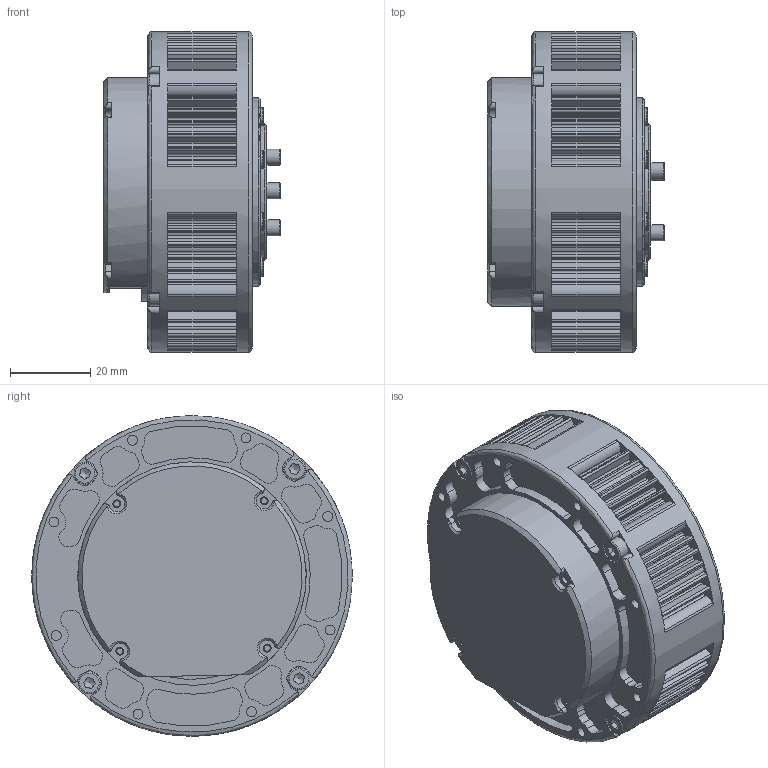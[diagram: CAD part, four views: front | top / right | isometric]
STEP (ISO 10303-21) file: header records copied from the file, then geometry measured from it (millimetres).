
FILE_DESCRIPTION(/* description */ (''),/* implementation_level */ '2;1');
FILE_NAME(/* name */ '',/* time_stamp */ '2023-12-21T11:41:05+08:00',/* author */ ('Admin'),/* organization */ (''),/* preprocessor_version */ 'ST-DEVELOPER v19.2',/* originating_system */ 'Autodesk Inventor 2024',/* authorisation */ '');
FILE_SCHEMA (('CONFIG_CONTROL_DESIGN'));
Length unit declared in the file: millimetre
Products named in the file (3): 6010-8安装尺寸图-驱动盖可拆; 6010-8_简化_1; V5驱动盖
Assembly tree (2 placements, depth 2):
  6010-8安装尺寸图-驱动盖可拆
    6010-8_简化_1
    V5驱动盖
Bounding box: 44 x 79.98 x 79.98 mm (x, y, z)
Volume: 111560.9 mm3; surface area: 42221.6 mm2
Topology: 2 solids, 2 shells, 1218 faces, 3197 edges, 2089 vertices
Faces by surface type: cylinder 588, plane 453, cone 150, torus 27
Full cylindrical faces by diameter (mm): 1.567 x12, 2 x4, 2.459 x22, 4 x7, 4.5 x8, 5.5 x4, 6 x1, 10 x1, 12 x1, 13 x1, 18 x1, 20 x1, 24 x1, 34 x1, 47 x1, 54.6 x1, 62.9 x1, 67 x1, 80 x1
Entity records: 38301 total; most frequent: DIRECTION 7045, CARTESIAN_POINT 6954, ORIENTED_EDGE 6370, EDGE_CURVE 3185, AXIS2_PLACEMENT_3D 2781, VERTEX_POINT 2089, CIRCLE 1558, LINE 1483
